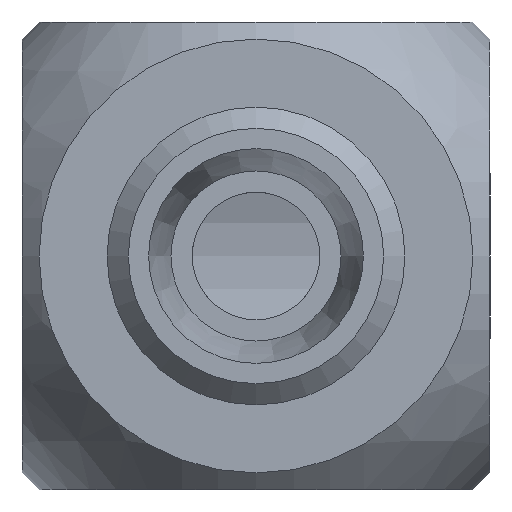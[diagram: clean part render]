
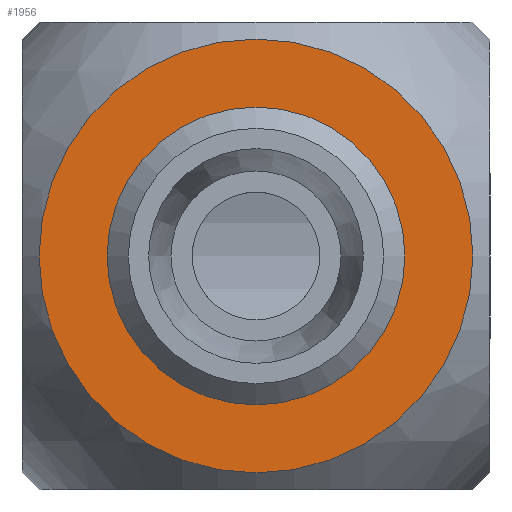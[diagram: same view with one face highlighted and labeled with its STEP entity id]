
A CAD part, left-side view. The second image highlights one B-rep face of the part: STEP entity #1956.
In plain terms, the highlighted planar face has unit normal (-1, 0, 0).
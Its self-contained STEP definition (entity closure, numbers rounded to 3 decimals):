
#1922=CARTESIAN_POINT('',(-11.0,0.,6.85));
#1923=VERTEX_POINT('',#1922);
#1924=CARTESIAN_POINT('',(-11.0,0.0,0.0));
#1925=DIRECTION('',(-1.0,0.0,0.0));
#1926=DIRECTION('',(0.0,0.0,-1.0));
#1927=AXIS2_PLACEMENT_3D('',#1924,#1925,#1926);
#1928=CIRCLE('',#1927,6.85);
#1929=EDGE_CURVE('',#1923,#1923,#1928,.T.);
#1937=CARTESIAN_POINT('',(-11.0,-11.0,0.0));
#1938=DIRECTION('',(-1.0,0.0,0.0));
#1939=DIRECTION('',(0.0,0.0,1.0));
#1940=AXIS2_PLACEMENT_3D('',#1937,#1938,#1939);
#1941=PLANE('',#1940);
#1942=CARTESIAN_POINT('',(-11.0,0.,10.198));
#1943=VERTEX_POINT('',#1942);
#1944=CARTESIAN_POINT('',(-11.0,0.0,0.0));
#1945=DIRECTION('',(-1.0,0.0,0.0));
#1946=DIRECTION('',(0.0,0.0,-1.0));
#1947=AXIS2_PLACEMENT_3D('',#1944,#1945,#1946);
#1948=CIRCLE('',#1947,10.198);
#1949=EDGE_CURVE('',#1943,#1943,#1948,.T.);
#1950=ORIENTED_EDGE('',*,*,#1949,.T.);
#1951=EDGE_LOOP('',(#1950));
#1952=FACE_OUTER_BOUND('',#1951,.T.);
#1953=ORIENTED_EDGE('',*,*,#1929,.F.);
#1954=EDGE_LOOP('',(#1953));
#1955=FACE_BOUND('',#1954,.T.);
#1956=ADVANCED_FACE('',(#1952,#1955),#1941,.T.);
